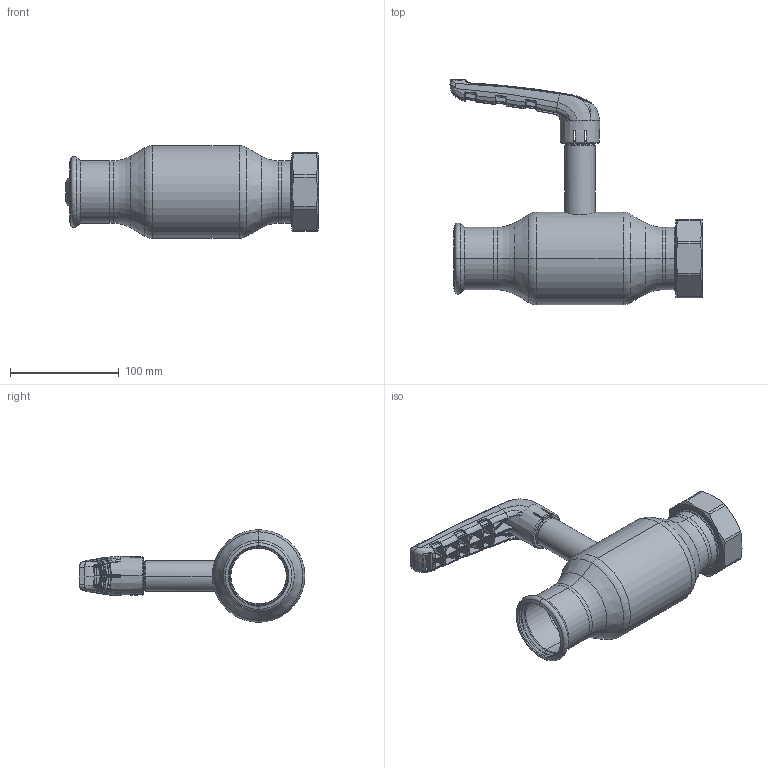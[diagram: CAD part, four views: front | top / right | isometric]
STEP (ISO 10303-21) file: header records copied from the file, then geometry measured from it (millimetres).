
FILE_DESCRIPTION (( 'STEP AP214' ), '1' );
FILE_NAME ('2050001401-xxxx.step', '2019-05-10T11:07:18', ( '' ), ( '' ), 'SwSTEP 2.0', 'SolidWorks 2017', '' );
FILE_SCHEMA (( 'AUTOMOTIVE_DESIGN' ));
Length unit declared in the file: millimetre
Products named in the file (1): 2050001401-xxxx
Bounding box: 231.55 x 207.31 x 85 mm (x, y, z)
Surface area: 109616.8 mm2 (no closed solid volume)
Topology: 0 solids, 15 shells, 792 faces, 2677 edges, 1750 vertices
Faces by surface type: bspline 625, plane 50, cylinder 46, cone 38, torus 27, sphere 6
Entity records: 60232 total; most frequent: CARTESIAN_POINT 34694, ORIENTED_EDGE 4168, EDGE_CURVE 2667, B_SPLINE_CURVE_WITH_KNOTS 1845, DIRECTION 1781, VERTEX_POINT 1750, EDGE_LOOP 803, AXIS2_PLACEMENT_3D 797
